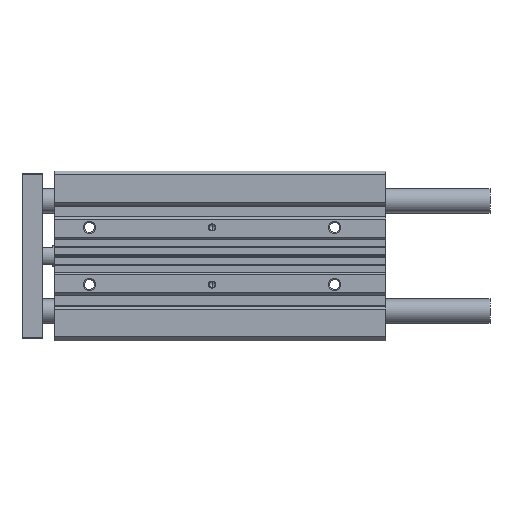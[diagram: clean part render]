
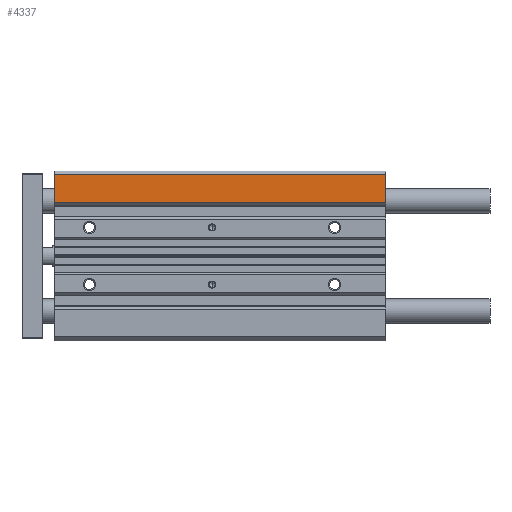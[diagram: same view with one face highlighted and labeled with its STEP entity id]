
A CAD part, front view. The second image highlights one B-rep face of the part: STEP entity #4337.
In plain terms, the highlighted planar face has unit normal (0, -1, 0).
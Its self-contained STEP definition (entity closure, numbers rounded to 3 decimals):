
#160 = ORIENTED_EDGE ( 'NONE', *, *, #2116, .F. ) ;
#298 = EDGE_CURVE ( 'NONE', #2537, #6879, #10285, .T. ) ;
#1006 = DIRECTION ( 'NONE',  ( 0., 0., -1. ) ) ;
#1384 = DIRECTION ( 'NONE',  ( 0., 0., -1. ) ) ;
#1401 = LINE ( 'NONE', #9190, #2131 ) ;
#2116 = EDGE_CURVE ( 'NONE', #6237, #6879, #1401, .T. ) ;
#2131 = VECTOR ( 'NONE', #2217, 1000. ) ;
#2217 = DIRECTION ( 'NONE',  ( -1., 0., 0. ) ) ;
#2537 = VERTEX_POINT ( 'NONE', #8166 ) ;
#3083 = LINE ( 'NONE', #10982, #6277 ) ;
#3897 = CARTESIAN_POINT ( 'NONE',  ( 0., -18., 26. ) ) ;
#3918 = ORIENTED_EDGE ( 'NONE', *, *, #7836, .F. ) ;
#3931 = ORIENTED_EDGE ( 'NONE', *, *, #298, .T. ) ;
#3983 = AXIS2_PLACEMENT_3D ( 'NONE', #7711, #7898, #1006 ) ;
#4280 = EDGE_CURVE ( 'NONE', #9060, #2537, #6769, .T. ) ;
#4337 = ADVANCED_FACE ( 'NONE', ( #4826 ), #9663, .T. ) ;
#4826 = FACE_OUTER_BOUND ( 'NONE', #9767, .T. ) ;
#4866 = CARTESIAN_POINT ( 'NONE',  ( 162., -18., 26. ) ) ;
#5793 = VECTOR ( 'NONE', #8906, 1000. ) ;
#6237 = VERTEX_POINT ( 'NONE', #4866 ) ;
#6277 = VECTOR ( 'NONE', #1384, 1000. ) ;
#6643 = DIRECTION ( 'NONE',  ( 0., 0., -1. ) ) ;
#6769 = LINE ( 'NONE', #9835, #5793 ) ;
#6879 = VERTEX_POINT ( 'NONE', #3897 ) ;
#7163 = CARTESIAN_POINT ( 'NONE',  ( 162., -18., 39.9 ) ) ;
#7711 = CARTESIAN_POINT ( 'NONE',  ( 0., -18., 26. ) ) ;
#7836 = EDGE_CURVE ( 'NONE', #9060, #6237, #3083, .T. ) ;
#7898 = DIRECTION ( 'NONE',  ( 0., -1., 0. ) ) ;
#8105 = ORIENTED_EDGE ( 'NONE', *, *, #4280, .T. ) ;
#8166 = CARTESIAN_POINT ( 'NONE',  ( 0., -18., 39.9 ) ) ;
#8906 = DIRECTION ( 'NONE',  ( -1., 0., 0. ) ) ;
#9060 = VERTEX_POINT ( 'NONE', #7163 ) ;
#9190 = CARTESIAN_POINT ( 'NONE',  ( 0., -18., 26. ) ) ;
#9663 = PLANE ( 'NONE',  #3983 ) ;
#9767 = EDGE_LOOP ( 'NONE', ( #3931, #160, #3918, #8105 ) ) ;
#9835 = CARTESIAN_POINT ( 'NONE',  ( 0., -18., 39.9 ) ) ;
#10285 = LINE ( 'NONE', #10345, #12379 ) ;
#10345 = CARTESIAN_POINT ( 'NONE',  ( 0., -18., 26. ) ) ;
#10982 = CARTESIAN_POINT ( 'NONE',  ( 162., -18., 0. ) ) ;
#12379 = VECTOR ( 'NONE', #6643, 1000. ) ;
